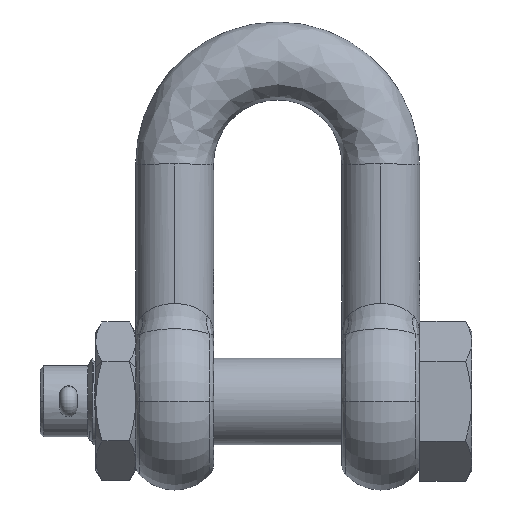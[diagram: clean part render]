
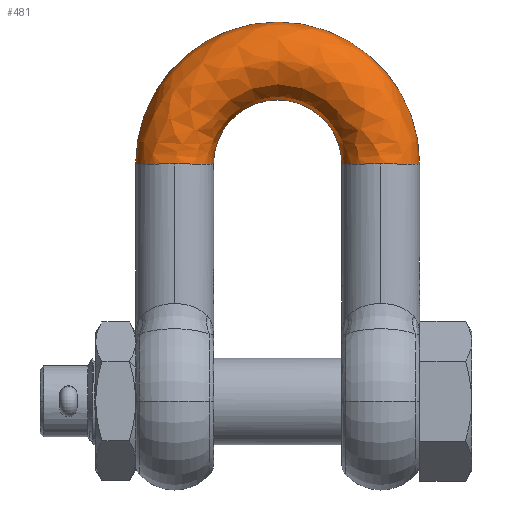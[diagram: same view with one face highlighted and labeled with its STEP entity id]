
A CAD part, top view. The second image highlights one B-rep face of the part: STEP entity #481.
In plain terms, the highlighted free-form (B-spline) face has degree [3, 3] with [4, 4] control points.
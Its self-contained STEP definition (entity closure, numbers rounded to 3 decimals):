
#481=ADVANCED_FACE('NONE',(#1636),#1637,.F.);
#1636=FACE_OUTER_BOUND('',#6826,.T.);
#1637=(B_SPLINE_SURFACE(3,3,((#6828,#6829,#6830,#6831),(#6832,#6833,#6834,#6835),(#6836,#6837,#6838,#6839),(#6840,#6841,#6842,#6843)),.UNSPECIFIED.,.F.,.F.,.F.)B_SPLINE_SURFACE_WITH_KNOTS((4,4),(4,4),(0.0,1.0),(0.0,1.0),.UNSPECIFIED.)RATIONAL_B_SPLINE_SURFACE(((1.0,0.333,0.333,1.0),(0.333,0.111,0.111,0.333),(0.333,0.111,0.111,0.333),(1.0,0.333,0.333,1.0)))BOUNDED_SURFACE()REPRESENTATION_ITEM('')GEOMETRIC_REPRESENTATION_ITEM()SURFACE());
#6826=EDGE_LOOP('',(#14507,#14508,#14509,#14510,#14511,#14512));
#6828=CARTESIAN_POINT('',(-37.0,137.0,0.));
#6829=CARTESIAN_POINT('',(-37.0,211.,0.));
#6830=CARTESIAN_POINT('',(37.,211.,0.));
#6831=CARTESIAN_POINT('',(37.0,137.,0.));
#6832=CARTESIAN_POINT('',(-37.0,137.0,45.0));
#6833=CARTESIAN_POINT('',(-37.,211.,45.0));
#6834=CARTESIAN_POINT('',(37.,211.,45.0));
#6835=CARTESIAN_POINT('',(37.0,137.,45.0));
#6836=CARTESIAN_POINT('',(-82.0,137.0,45.0));
#6837=CARTESIAN_POINT('',(-82.0,301.,45.0));
#6838=CARTESIAN_POINT('',(82.,301.,45.0));
#6839=CARTESIAN_POINT('',(82.0,137.,45.0));
#6840=CARTESIAN_POINT('',(-82.0,137.0,0.));
#6841=CARTESIAN_POINT('',(-82.0,301.,0.));
#6842=CARTESIAN_POINT('',(82.,301.,0.));
#6843=CARTESIAN_POINT('',(82.0,137.,0.));
#14507=ORIENTED_EDGE('',*,*,#17332,.F.);
#14508=ORIENTED_EDGE('',*,*,#18151,.F.);
#14509=ORIENTED_EDGE('',*,*,#18284,.T.);
#14510=ORIENTED_EDGE('',*,*,#17226,.T.);
#14511=ORIENTED_EDGE('',*,*,#18149,.F.);
#14512=ORIENTED_EDGE('',*,*,#17998,.F.);
#17226=EDGE_CURVE('NONE',#19301,#19302,#19303,.T.);
#17332=EDGE_CURVE('NONE',#19511,#19513,#19514,.T.);
#17998=EDGE_CURVE('NONE',#19513,#20619,#20620,.T.);
#18149=EDGE_CURVE('NONE',#20619,#19302,#20916,.T.);
#18151=EDGE_CURVE('NONE',#20917,#19511,#20919,.T.);
#18284=EDGE_CURVE('NONE',#20917,#19301,#21100,.T.);
#19301=VERTEX_POINT('NONE',#24360);
#19302=VERTEX_POINT('NONE',#24361);
#19303=CIRCLE('',#24362,22.5);
#19511=VERTEX_POINT('NONE',#24968);
#19513=VERTEX_POINT('NONE',#24970);
#19514=CIRCLE('',#24971,22.5);
#20619=VERTEX_POINT('NONE',#28667);
#20620=CIRCLE('',#28668,22.5);
#20916=CIRCLE('',#29535,82.0);
#20917=VERTEX_POINT('NONE',#29536);
#20919=CIRCLE('',#29538,37.0);
#21100=CIRCLE('',#30038,22.5);
#24360=CARTESIAN_POINT('',(59.5,137.0,22.5));
#24361=CARTESIAN_POINT('',(82.0,137.0,0.));
#24362=AXIS2_PLACEMENT_3D('',#34526,#34527,#34528);
#24968=CARTESIAN_POINT('',(-37.0,137.0,0.));
#24970=CARTESIAN_POINT('',(-59.5,137.0,22.5));
#24971=AXIS2_PLACEMENT_3D('',#34628,#34629,#34630);
#28667=CARTESIAN_POINT('',(-82.0,137.0,0.));
#28668=AXIS2_PLACEMENT_3D('',#35229,#35230,#35231);
#29535=AXIS2_PLACEMENT_3D('',#35368,#35369,#35370);
#29536=CARTESIAN_POINT('',(37.0,137.0,0.));
#29538=AXIS2_PLACEMENT_3D('',#35374,#35375,#35376);
#30038=AXIS2_PLACEMENT_3D('',#35491,#35492,#35493);
#34526=CARTESIAN_POINT('',(59.5,137.0,0.0));
#34527=DIRECTION('',(0.0,1.0,0.0));
#34528=DIRECTION('',(1.0,0.0,0.));
#34628=CARTESIAN_POINT('',(-59.5,137.0,0.));
#34629=DIRECTION('',(0.0,-1.0,0.0));
#34630=DIRECTION('',(0.0,0.0,-1.0));
#35229=CARTESIAN_POINT('',(-59.5,137.0,0.));
#35230=DIRECTION('',(0.0,-1.0,0.0));
#35231=DIRECTION('',(0.0,0.0,-1.0));
#35368=CARTESIAN_POINT('',(0.0,137.0,0.));
#35369=DIRECTION('',(0.0,0.0,-1.0));
#35370=DIRECTION('',(-1.0,0.0,0.0));
#35374=CARTESIAN_POINT('',(0.0,137.0,0.));
#35375=DIRECTION('',(0.0,0.0,1.0));
#35376=DIRECTION('',(-1.0,0.0,0.0));
#35491=CARTESIAN_POINT('',(59.5,137.0,0.0));
#35492=DIRECTION('',(0.0,1.0,0.0));
#35493=DIRECTION('',(1.0,0.0,0.));
